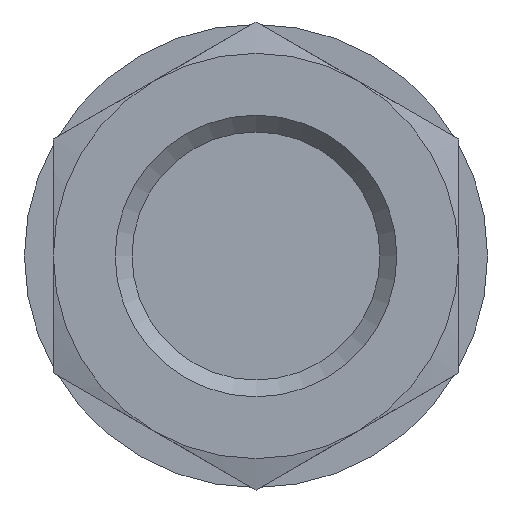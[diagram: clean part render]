
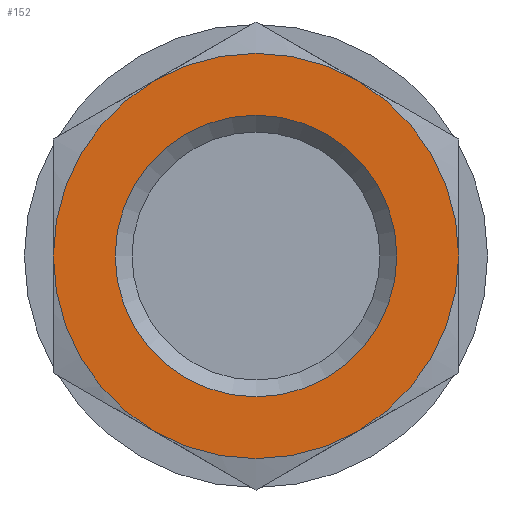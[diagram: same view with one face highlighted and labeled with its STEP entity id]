
A CAD part, left-side view. The second image highlights one B-rep face of the part: STEP entity #152.
In plain terms, the highlighted planar face has unit normal (-1, 0, 0).
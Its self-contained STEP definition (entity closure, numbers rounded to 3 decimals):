
#152 = ADVANCED_FACE( '', ( #313, #314 ), #315, .F. );
#313 = FACE_BOUND( '', #472, .T. );
#314 = FACE_OUTER_BOUND( '', #473, .T. );
#315 = PLANE( '', #474 );
#472 = EDGE_LOOP( '', ( #806 ) );
#473 = EDGE_LOOP( '', ( #807, #808, #809, #810, #811, #812 ) );
#474 = AXIS2_PLACEMENT_3D( '', #813, #814, #815 );
#806 = ORIENTED_EDGE( '', *, *, #947, .F. );
#807 = ORIENTED_EDGE( '', *, *, #968, .T. );
#808 = ORIENTED_EDGE( '', *, *, #870, .T. );
#809 = ORIENTED_EDGE( '', *, *, #879, .T. );
#810 = ORIENTED_EDGE( '', *, *, #970, .T. );
#811 = ORIENTED_EDGE( '', *, *, #941, .T. );
#812 = ORIENTED_EDGE( '', *, *, #905, .T. );
#813 = CARTESIAN_POINT( '', ( -7., -7., 0. ) );
#814 = DIRECTION( '', ( 1., 0., 0. ) );
#815 = DIRECTION( '', ( 0., 0., -1. ) );
#870 = EDGE_CURVE( '', #984, #1018, #1020, .T. );
#879 = EDGE_CURVE( '', #1018, #1032, #1035, .T. );
#905 = EDGE_CURVE( '', #1072, #1069, #1073, .T. );
#941 = EDGE_CURVE( '', #1105, #1072, #1122, .T. );
#947 = EDGE_CURVE( '', #1128, #1128, #1129, .T. );
#968 = EDGE_CURVE( '', #1069, #984, #1154, .T. );
#970 = EDGE_CURVE( '', #1032, #1105, #1156, .T. );
#984 = VERTEX_POINT( '', #1176 );
#1018 = VERTEX_POINT( '', #1235 );
#1020 = CIRCLE( '', #1240, 7. );
#1032 = VERTEX_POINT( '', #1258 );
#1035 = CIRCLE( '', #1264, 7. );
#1069 = VERTEX_POINT( '', #1339 );
#1072 = VERTEX_POINT( '', #1345 );
#1073 = CIRCLE( '', #1346, 7. );
#1105 = VERTEX_POINT( '', #1389 );
#1122 = CIRCLE( '', #1430, 7. );
#1128 = VERTEX_POINT( '', #1440 );
#1129 = CIRCLE( '', #1441, 4.864 );
#1154 = CIRCLE( '', #1478, 7. );
#1156 = CIRCLE( '', #1480, 7. );
#1176 = CARTESIAN_POINT( '', ( -7., -7., 0. ) );
#1235 = CARTESIAN_POINT( '', ( -7., -3.5, 6.062 ) );
#1240 = AXIS2_PLACEMENT_3D( '', #1509, #1510, #1511 );
#1258 = CARTESIAN_POINT( '', ( -7., 3.5, 6.062 ) );
#1264 = AXIS2_PLACEMENT_3D( '', #1518, #1519, #1520 );
#1339 = CARTESIAN_POINT( '', ( -7., -3.5, -6.062 ) );
#1345 = CARTESIAN_POINT( '', ( -7., 3.5, -6.062 ) );
#1346 = AXIS2_PLACEMENT_3D( '', #1532, #1533, #1534 );
#1389 = CARTESIAN_POINT( '', ( -7., 7., 0. ) );
#1430 = AXIS2_PLACEMENT_3D( '', #1568, #1569, #1570 );
#1440 = CARTESIAN_POINT( '', ( -7., -4.864, 0. ) );
#1441 = AXIS2_PLACEMENT_3D( '', #1572, #1573, #1574 );
#1478 = AXIS2_PLACEMENT_3D( '', #1590, #1591, #1592 );
#1480 = AXIS2_PLACEMENT_3D( '', #1593, #1594, #1595 );
#1509 = CARTESIAN_POINT( '', ( -7., 0., 0. ) );
#1510 = DIRECTION( '', ( -1., 0., 0. ) );
#1511 = DIRECTION( '', ( 0., 0., 1. ) );
#1518 = CARTESIAN_POINT( '', ( -7., 0., 0. ) );
#1519 = DIRECTION( '', ( -1., 0., 0. ) );
#1520 = DIRECTION( '', ( 0., 0., 1. ) );
#1532 = CARTESIAN_POINT( '', ( -7., 0., 0. ) );
#1533 = DIRECTION( '', ( -1., 0., 0. ) );
#1534 = DIRECTION( '', ( 0., 0., 1. ) );
#1568 = CARTESIAN_POINT( '', ( -7., 0., 0. ) );
#1569 = DIRECTION( '', ( -1., 0., 0. ) );
#1570 = DIRECTION( '', ( 0., 0., 1. ) );
#1572 = CARTESIAN_POINT( '', ( -7., 0., 0. ) );
#1573 = DIRECTION( '', ( -1., 0., 0. ) );
#1574 = DIRECTION( '', ( 0., -1., 0. ) );
#1590 = CARTESIAN_POINT( '', ( -7., 0., 0. ) );
#1591 = DIRECTION( '', ( -1., 0., 0. ) );
#1592 = DIRECTION( '', ( 0., 0., 1. ) );
#1593 = CARTESIAN_POINT( '', ( -7., 0., 0. ) );
#1594 = DIRECTION( '', ( -1., 0., 0. ) );
#1595 = DIRECTION( '', ( 0., 0., 1. ) );
